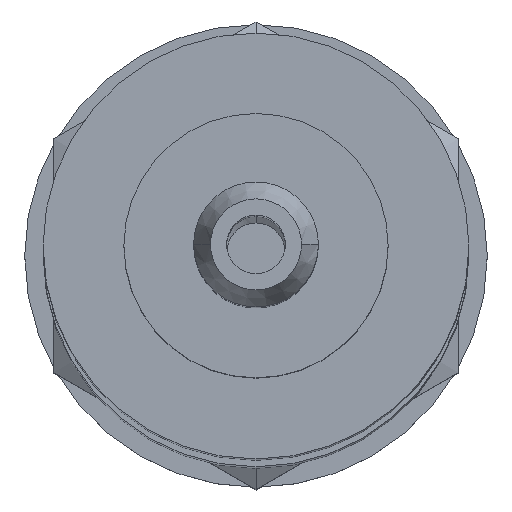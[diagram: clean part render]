
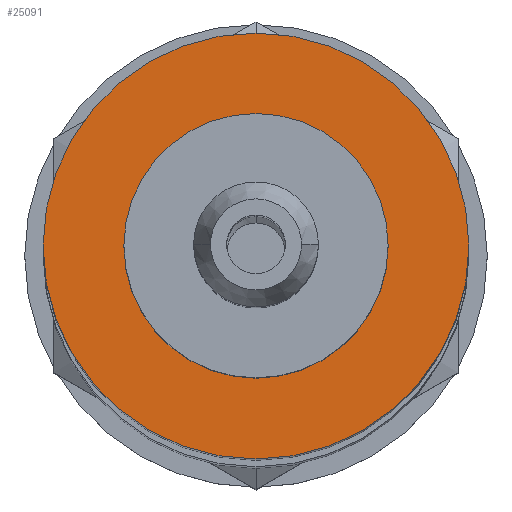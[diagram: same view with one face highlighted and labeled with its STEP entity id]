
A CAD part, top view. The second image highlights one B-rep face of the part: STEP entity #25091.
In plain terms, the highlighted face is planar.
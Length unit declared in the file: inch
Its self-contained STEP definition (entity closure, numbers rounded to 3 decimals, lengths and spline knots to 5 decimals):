
#24750=CARTESIAN_POINT('',(0.,0.,0.1));
#24751=DIRECTION('',(0.,0.,1.));
#24752=DIRECTION('',(0.,1.,0.));
#24753=AXIS2_PLACEMENT_3D('',#24750,#24751,#24752);
#24759=CARTESIAN_POINT('',(0.,0.,0.1));
#24760=DIRECTION('',(0.,0.,-1.));
#24761=DIRECTION('',(0.,1.,0.));
#24762=AXIS2_PLACEMENT_3D('',#24759,#24760,#24761);
#24768=CARTESIAN_POINT('',(0.,0.,0.1));
#24769=DIRECTION('',(0.,0.,1.));
#24770=DIRECTION('',(0.,1.,0.));
#24771=AXIS2_PLACEMENT_3D('',#24768,#24769,#24770);
#24773=CARTESIAN_POINT('',(0.,0.,0.1));
#24774=DIRECTION('',(0.,0.,-1.));
#24775=DIRECTION('',(0.,1.,0.));
#24776=AXIS2_PLACEMENT_3D('',#24773,#24774,#24775);
#24993=CARTESIAN_POINT('',(0.,0.09,0.1));
#24995=VERTEX_POINT('',#24993);
#24996=CARTESIAN_POINT('',(0.,0.145,0.1));
#24998=VERTEX_POINT('',#24996);
#25023=CARTESIAN_POINT('',(0.,-0.09,0.1));
#25025=VERTEX_POINT('',#25023);
#25026=CARTESIAN_POINT('',(0.,-0.145,0.1));
#25028=VERTEX_POINT('',#25026);
#25076=CARTESIAN_POINT('',(0.,0.,0.1));
#25077=DIRECTION('',(0.,0.,1.));
#25078=DIRECTION('',(0.,1.,0.));
#25079=AXIS2_PLACEMENT_3D('',#25076,#25077,#25078);
#25080=PLANE('',#25079);
#25081=ORIENTED_EDGE('',*,*,#25069,.F.);
#25082=ORIENTED_EDGE('',*,*,#25058,.T.);
#25083=EDGE_LOOP('',(#25081,#25082));
#25084=FACE_OUTER_BOUND('',#25083,.F.);
#25086=ORIENTED_EDGE('',*,*,#25085,.F.);
#25088=ORIENTED_EDGE('',*,*,#25087,.T.);
#25089=EDGE_LOOP('',(#25086,#25088));
#25090=FACE_BOUND('',#25089,.F.);
#25091=ADVANCED_FACE('',(#25084,#25090),#25080,.F.);
#24754=CIRCLE('',#24753,0.145);
#24763=CIRCLE('',#24762,0.145);
#24772=CIRCLE('',#24771,0.09);
#24777=CIRCLE('',#24776,0.09);
#25058=EDGE_CURVE('',#24998,#25028,#24754,.T.);
#25069=EDGE_CURVE('',#24998,#25028,#24763,.T.);
#25085=EDGE_CURVE('',#24995,#25025,#24772,.T.);
#25087=EDGE_CURVE('',#24995,#25025,#24777,.T.);
